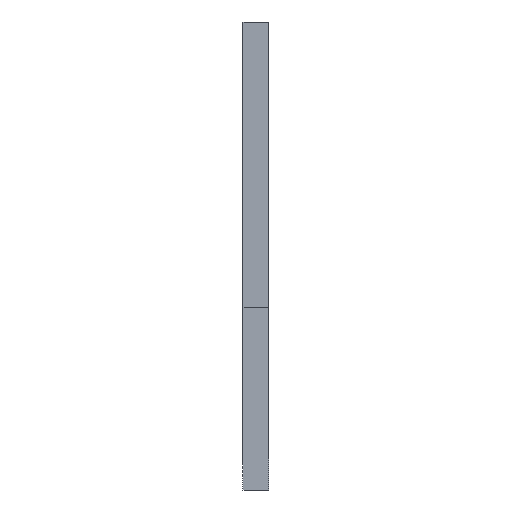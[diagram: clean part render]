
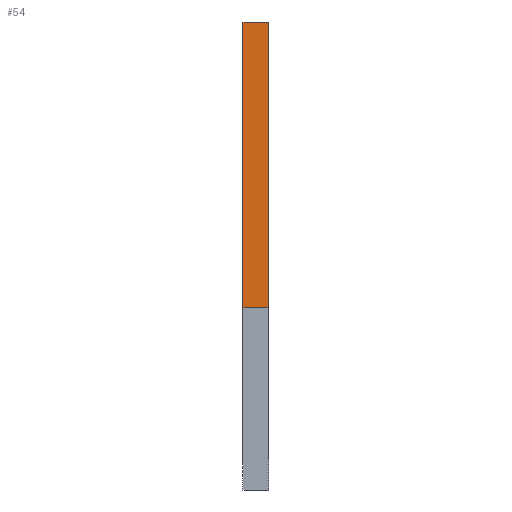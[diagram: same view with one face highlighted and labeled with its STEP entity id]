
A CAD part, front view. The second image highlights one B-rep face of the part: STEP entity #54.
In plain terms, the highlighted planar face has unit normal (0, -1, 0).
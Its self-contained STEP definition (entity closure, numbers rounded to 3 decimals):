
#54 = ADVANCED_FACE( '', ( #123 ), #124, .F. );
#123 = FACE_OUTER_BOUND( '', #244, .T. );
#124 = PLANE( '', #245 );
#244 = EDGE_LOOP( '', ( #371, #372, #373, #374 ) );
#245 = AXIS2_PLACEMENT_3D( '', #375, #376, #377 );
#371 = ORIENTED_EDGE( '', *, *, #562, .T. );
#372 = ORIENTED_EDGE( '', *, *, #557, .F. );
#373 = ORIENTED_EDGE( '', *, *, #563, .F. );
#374 = ORIENTED_EDGE( '', *, *, #564, .T. );
#375 = CARTESIAN_POINT( '', ( -3.175, -120.244, 19.323 ) );
#376 = DIRECTION( '', ( 0., 1., 0. ) );
#377 = DIRECTION( '', ( 0., 0., 1. ) );
#557 = EDGE_CURVE( '', #639, #634, #641, .T. );
#562 = EDGE_CURVE( '', #648, #634, #649, .T. );
#563 = EDGE_CURVE( '', #650, #639, #651, .T. );
#564 = EDGE_CURVE( '', #650, #648, #652, .T. );
#634 = VERTEX_POINT( '', #758 );
#639 = VERTEX_POINT( '', #765 );
#641 = LINE( '', #768, #769 );
#648 = VERTEX_POINT( '', #776 );
#649 = LINE( '', #777, #778 );
#650 = VERTEX_POINT( '', #779 );
#651 = LINE( '', #780, #781 );
#652 = LINE( '', #782, #783 );
#758 = CARTESIAN_POINT( '', ( 0., -120.244, 50.918 ) );
#765 = CARTESIAN_POINT( '', ( -3.175, -120.244, 50.918 ) );
#768 = CARTESIAN_POINT( '', ( -3.175, -120.244, 50.918 ) );
#769 = VECTOR( '', #895, 1000. );
#776 = CARTESIAN_POINT( '', ( 0., -120.244, 15.993 ) );
#777 = CARTESIAN_POINT( '', ( 0., -120.244, 19.323 ) );
#778 = VECTOR( '', #902, 1000. );
#779 = CARTESIAN_POINT( '', ( -3.175, -120.244, 15.993 ) );
#780 = CARTESIAN_POINT( '', ( -3.175, -120.244, 19.323 ) );
#781 = VECTOR( '', #903, 1000. );
#782 = CARTESIAN_POINT( '', ( -3.175, -120.244, 15.993 ) );
#783 = VECTOR( '', #904, 1000. );
#895 = DIRECTION( '', ( 1., 0., 0. ) );
#902 = DIRECTION( '', ( 0., 0., 1. ) );
#903 = DIRECTION( '', ( 0., 0., 1. ) );
#904 = DIRECTION( '', ( 1., 0., 0. ) );
